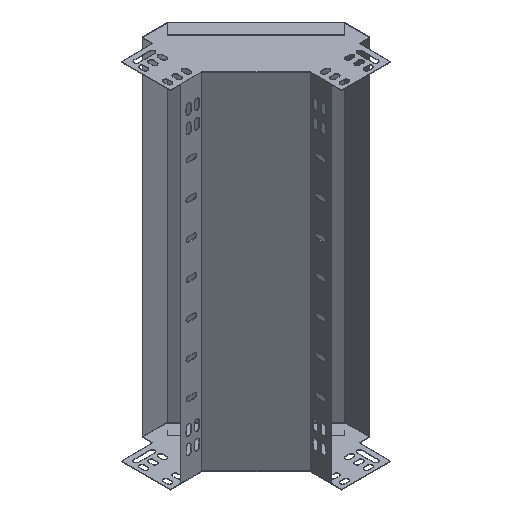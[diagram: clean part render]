
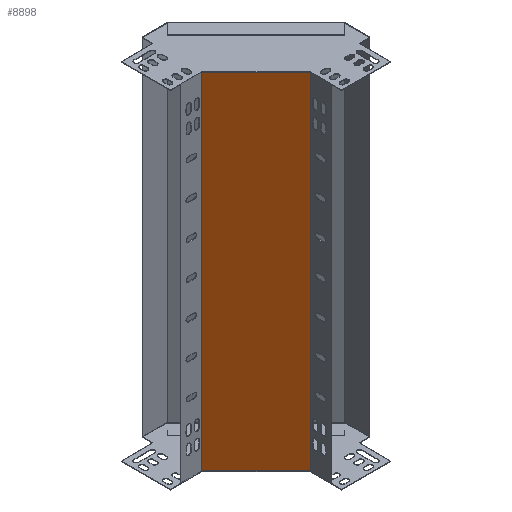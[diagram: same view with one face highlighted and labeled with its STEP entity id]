
A CAD part, isometric view. The second image highlights one B-rep face of the part: STEP entity #8898.
In plain terms, the highlighted planar face has unit normal (-0.707, -0.707, 0).
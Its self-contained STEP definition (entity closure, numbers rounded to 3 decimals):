
#274 = DIRECTION ( 'NONE',  ( -0.707, 0.707, 0. ) ) ;
#295 = EDGE_LOOP ( 'NONE', ( #3009, #4999, #6969, #3238, #5245, #9385 ) ) ;
#305 = CARTESIAN_POINT ( 'NONE',  ( 27.976, -79.153, -129.171 ) ) ;
#459 = PLANE ( 'NONE',  #9499 ) ;
#638 = VECTOR ( 'NONE', #8018, 1000. ) ;
#1197 = CARTESIAN_POINT ( 'NONE',  ( 27.979, -79.156, 370.829 ) ) ;
#1280 = CARTESIAN_POINT ( 'NONE',  ( 27.979, -79.156, -129.171 ) ) ;
#1668 = VECTOR ( 'NONE', #5631, 1000. ) ;
#1911 = LINE ( 'NONE', #6370, #7630 ) ;
#1989 = CARTESIAN_POINT ( 'NONE',  ( -11.442, -39.734, 370.829 ) ) ;
#2342 = CARTESIAN_POINT ( 'NONE',  ( -50.86, -0.316, -129.171 ) ) ;
#2479 = VECTOR ( 'NONE', #2819, 1000. ) ;
#2722 = LINE ( 'NONE', #1280, #2479 ) ;
#2819 = DIRECTION ( 'NONE',  ( 0.707, -0.707, 0. ) ) ;
#2828 = DIRECTION ( 'NONE',  ( -0.707, -0.707, 0. ) ) ;
#2955 = LINE ( 'NONE', #1197, #6698 ) ;
#3009 = ORIENTED_EDGE ( 'NONE', *, *, #8264, .F. ) ;
#3238 = ORIENTED_EDGE ( 'NONE', *, *, #8329, .T. ) ;
#3981 = VERTEX_POINT ( 'NONE', #7410 ) ;
#4092 = DIRECTION ( 'NONE',  ( 0., 0., -1. ) ) ;
#4121 = VECTOR ( 'NONE', #4092, 1000. ) ;
#4289 = CARTESIAN_POINT ( 'NONE',  ( 27.979, -79.156, 370.829 ) ) ;
#4558 = VERTEX_POINT ( 'NONE', #1989 ) ;
#4999 = ORIENTED_EDGE ( 'NONE', *, *, #8275, .F. ) ;
#5245 = ORIENTED_EDGE ( 'NONE', *, *, #8252, .T. ) ;
#5631 = DIRECTION ( 'NONE',  ( 0., 0., -1. ) ) ;
#5792 = CARTESIAN_POINT ( 'NONE',  ( -50.86, -0.316, 370.829 ) ) ;
#5926 = VERTEX_POINT ( 'NONE', #8011 ) ;
#6370 = CARTESIAN_POINT ( 'NONE',  ( 27.979, -79.156, -129.171 ) ) ;
#6400 = CARTESIAN_POINT ( 'NONE',  ( 27.976, -79.153, 370.829 ) ) ;
#6517 = VERTEX_POINT ( 'NONE', #305 ) ;
#6566 = CARTESIAN_POINT ( 'NONE',  ( 27.976, -79.153, 370.829 ) ) ;
#6698 = VECTOR ( 'NONE', #7249, 1000. ) ;
#6811 = VERTEX_POINT ( 'NONE', #2342 ) ;
#6969 = ORIENTED_EDGE ( 'NONE', *, *, #8310, .T. ) ;
#7249 = DIRECTION ( 'NONE',  ( -0.707, 0.707, 0. ) ) ;
#7410 = CARTESIAN_POINT ( 'NONE',  ( -50.86, -0.316, 370.829 ) ) ;
#7630 = VECTOR ( 'NONE', #274, 1000. ) ;
#8011 = CARTESIAN_POINT ( 'NONE',  ( -11.442, -39.734, -129.171 ) ) ;
#8018 = DIRECTION ( 'NONE',  ( -0.707, 0.707, 0. ) ) ;
#8059 = DIRECTION ( 'NONE',  ( 0.707, -0.707, 0. ) ) ;
#8252 = EDGE_CURVE ( 'NONE', #3981, #6811, #10110, .T. ) ;
#8264 = EDGE_CURVE ( 'NONE', #6517, #5926, #1911, .T. ) ;
#8275 = EDGE_CURVE ( 'NONE', #9510, #6517, #9577, .T. ) ;
#8310 = EDGE_CURVE ( 'NONE', #9510, #4558, #2955, .T. ) ;
#8329 = EDGE_CURVE ( 'NONE', #4558, #3981, #8513, .T. ) ;
#8333 = EDGE_CURVE ( 'NONE', #6811, #5926, #2722, .T. ) ;
#8513 = LINE ( 'NONE', #5792, #638 ) ;
#8898 = ADVANCED_FACE ( 'NONE', ( #10072 ), #459, .T. ) ;
#9385 = ORIENTED_EDGE ( 'NONE', *, *, #8333, .T. ) ;
#9498 = CARTESIAN_POINT ( 'NONE',  ( -50.86, -0.316, 370.829 ) ) ;
#9499 = AXIS2_PLACEMENT_3D ( 'NONE', #4289, #2828, #8059 ) ;
#9510 = VERTEX_POINT ( 'NONE', #6566 ) ;
#9577 = LINE ( 'NONE', #6400, #1668 ) ;
#10072 = FACE_OUTER_BOUND ( 'NONE', #295, .T. ) ;
#10110 = LINE ( 'NONE', #9498, #4121 ) ;
